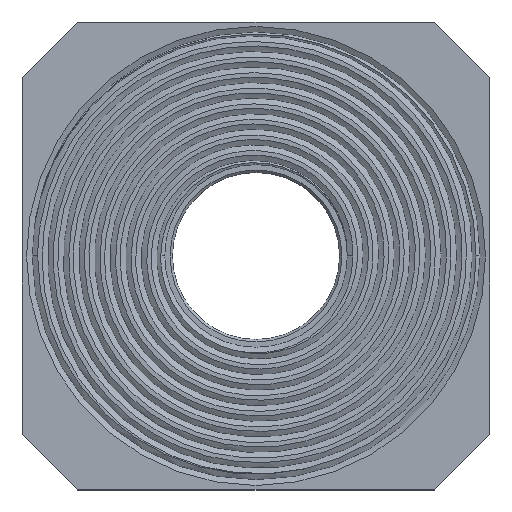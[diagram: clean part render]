
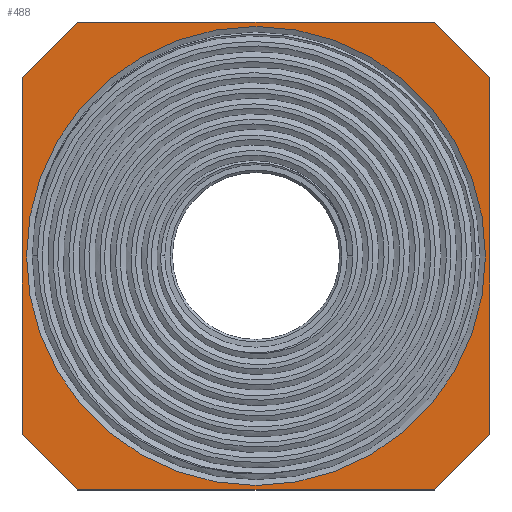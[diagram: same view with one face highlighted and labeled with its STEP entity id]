
A CAD part, top view. The second image highlights one B-rep face of the part: STEP entity #488.
In plain terms, the highlighted planar face has unit normal (0, 0, 1).
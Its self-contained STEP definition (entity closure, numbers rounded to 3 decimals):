
#23=FACE_BOUND('',#88,.T.);
#31=PLANE('',#553);
#53=FACE_OUTER_BOUND('',#87,.T.);
#87=EDGE_LOOP('',(#366,#367,#368,#369,#370,#371,#372,#373));
#88=EDGE_LOOP('',(#374));
#130=CIRCLE('',#544,20.6);
#153=LINE('',#1730,#191);
#154=LINE('',#1732,#192);
#155=LINE('',#1734,#193);
#156=LINE('',#1736,#194);
#157=LINE('',#1738,#195);
#158=LINE('',#1740,#196);
#159=LINE('',#1742,#197);
#160=LINE('',#1743,#198);
#191=VECTOR('',#632,10.);
#192=VECTOR('',#633,10.);
#193=VECTOR('',#634,10.);
#194=VECTOR('',#635,10.);
#195=VECTOR('',#636,10.);
#196=VECTOR('',#637,10.);
#197=VECTOR('',#638,10.);
#198=VECTOR('',#639,10.);
#232=VERTEX_POINT('',#1229);
#237=VERTEX_POINT('',#1728);
#238=VERTEX_POINT('',#1729);
#239=VERTEX_POINT('',#1731);
#240=VERTEX_POINT('',#1733);
#241=VERTEX_POINT('',#1735);
#242=VERTEX_POINT('',#1737);
#243=VERTEX_POINT('',#1739);
#244=VERTEX_POINT('',#1741);
#277=EDGE_CURVE('',#232,#232,#130,.T.);
#287=EDGE_CURVE('',#237,#238,#153,.T.);
#288=EDGE_CURVE('',#239,#237,#154,.T.);
#289=EDGE_CURVE('',#240,#239,#155,.T.);
#290=EDGE_CURVE('',#241,#240,#156,.T.);
#291=EDGE_CURVE('',#242,#241,#157,.T.);
#292=EDGE_CURVE('',#243,#242,#158,.T.);
#293=EDGE_CURVE('',#244,#243,#159,.T.);
#294=EDGE_CURVE('',#238,#244,#160,.T.);
#366=ORIENTED_EDGE('',*,*,#287,.F.);
#367=ORIENTED_EDGE('',*,*,#288,.F.);
#368=ORIENTED_EDGE('',*,*,#289,.F.);
#369=ORIENTED_EDGE('',*,*,#290,.F.);
#370=ORIENTED_EDGE('',*,*,#291,.F.);
#371=ORIENTED_EDGE('',*,*,#292,.F.);
#372=ORIENTED_EDGE('',*,*,#293,.F.);
#373=ORIENTED_EDGE('',*,*,#294,.F.);
#374=ORIENTED_EDGE('',*,*,#277,.T.);
#488=ADVANCED_FACE('',(#53,#23),#31,.T.);
#544=AXIS2_PLACEMENT_3D('',#1231,#611,#612);
#553=AXIS2_PLACEMENT_3D('',#1727,#630,#631);
#611=DIRECTION('center_axis',(0.,0.,-1.));
#612=DIRECTION('ref_axis',(-1.,0.,0.));
#630=DIRECTION('center_axis',(0.,0.,1.));
#631=DIRECTION('ref_axis',(1.,0.,0.));
#632=DIRECTION('',(0.707,-0.707,0.));
#633=DIRECTION('',(1.,0.,0.));
#634=DIRECTION('',(0.707,0.707,0.));
#635=DIRECTION('',(0.,1.,0.));
#636=DIRECTION('',(-0.707,0.707,0.));
#637=DIRECTION('',(-1.,0.,0.));
#638=DIRECTION('',(-0.707,-0.707,0.));
#639=DIRECTION('',(0.,-1.,0.));
#1229=CARTESIAN_POINT('',(19.118,6.156,-35.));
#1231=CARTESIAN_POINT('Origin',(-1.482,6.156,-35.));
#1727=CARTESIAN_POINT('Origin',(-1.482,6.156,-35.));
#1728=CARTESIAN_POINT('',(14.518,27.156,-35.));
#1729=CARTESIAN_POINT('',(19.518,22.156,-35.));
#1730=CARTESIAN_POINT('',(17.018,24.656,-35.));
#1731=CARTESIAN_POINT('',(-17.482,27.156,-35.));
#1732=CARTESIAN_POINT('',(9.018,27.156,-35.));
#1733=CARTESIAN_POINT('',(-22.482,22.156,-35.));
#1734=CARTESIAN_POINT('',(-19.982,24.656,-35.));
#1735=CARTESIAN_POINT('',(-22.482,-9.844,-35.));
#1736=CARTESIAN_POINT('',(-22.482,16.656,-35.));
#1737=CARTESIAN_POINT('',(-17.482,-14.844,-35.));
#1738=CARTESIAN_POINT('',(-19.982,-12.344,-35.));
#1739=CARTESIAN_POINT('',(14.518,-14.844,-35.));
#1740=CARTESIAN_POINT('',(-11.982,-14.844,-35.));
#1741=CARTESIAN_POINT('',(19.518,-9.844,-35.));
#1742=CARTESIAN_POINT('',(17.018,-12.344,-35.));
#1743=CARTESIAN_POINT('',(19.518,-4.344,-35.));
